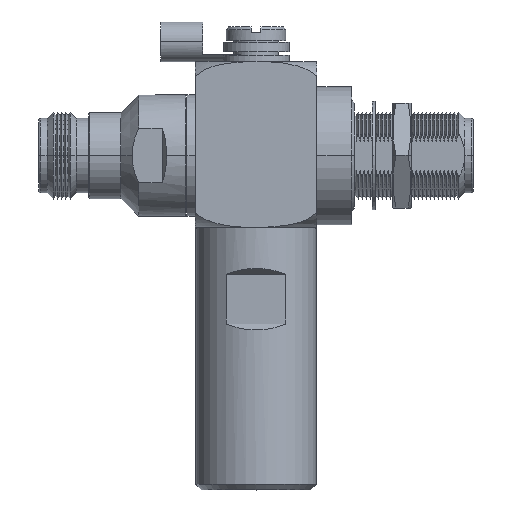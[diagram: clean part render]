
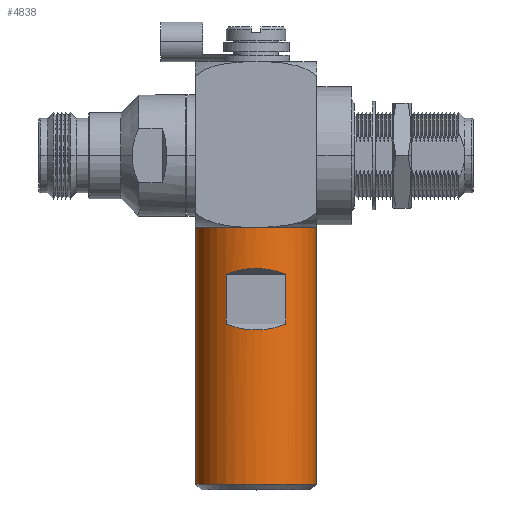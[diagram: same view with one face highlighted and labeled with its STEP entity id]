
A CAD part, top view. The second image highlights one B-rep face of the part: STEP entity #4838.
In plain terms, the highlighted cylindrical face has radius 10.9 mm (diameter 21.8 mm), a partial arc.
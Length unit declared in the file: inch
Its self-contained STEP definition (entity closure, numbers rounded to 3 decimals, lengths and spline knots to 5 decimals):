
#262 = CYLINDRICAL_SURFACE ( 'NONE', #4574, 0.42913 ) ;
#307 = CARTESIAN_POINT ( 'NONE',  ( 0.42913, 0., 0. ) ) ;
#363 = EDGE_CURVE ( 'NONE', #7813, #4227, #4209, .T. ) ;
#377 = DIRECTION ( 'NONE',  ( 1., 0., 0. ) ) ;
#487 = FACE_BOUND ( 'NONE', #544, .T. ) ;
#544 = EDGE_LOOP ( 'NONE', ( #7620, #4830, #4238, #7381 ) ) ;
#574 = CARTESIAN_POINT ( 'NONE',  ( 0., -0.00394, 0. ) ) ;
#887 = EDGE_LOOP ( 'NONE', ( #3279, #2500, #7732, #3779 ) ) ;
#972 =( BOUNDED_CURVE ( )  B_SPLINE_CURVE ( 3, ( #1825, #6288, #2579, #7804 ),
 .UNSPECIFIED., .F., .F. ) 
 B_SPLINE_CURVE_WITH_KNOTS ( ( 4, 4 ),
 ( 2.62917, 3.65401 ),
 .UNSPECIFIED. ) 
 CURVE ( )  GEOMETRIC_REPRESENTATION_ITEM ( )  RATIONAL_B_SPLINE_CURVE ( ( 1., 0.914, 0.914, 1. ) ) 
 REPRESENTATION_ITEM ( '' )  );
#992 = CARTESIAN_POINT ( 'NONE',  ( -0.42913, 0., 0. ) ) ;
#1067 = CARTESIAN_POINT ( 'NONE',  ( 0.2104, -0.68898, 0.37402 ) ) ;
#1335 = DIRECTION ( 'NONE',  ( 1., 0., 0. ) ) ;
#1398 = DIRECTION ( 'NONE',  ( 0., -1., 0. ) ) ;
#1649 = VECTOR ( 'NONE', #6314, 39.37008 ) ;
#1744 = VERTEX_POINT ( 'NONE', #8632 ) ;
#1779 = DIRECTION ( 'NONE',  ( 1., 0., 0. ) ) ;
#1787 = VERTEX_POINT ( 'NONE', #9469 ) ;
#1794 = CARTESIAN_POINT ( 'NONE',  ( 0.2104, -0.68898, 0.37402 ) ) ;
#1823 = CARTESIAN_POINT ( 'NONE',  ( -0.0767, -0.74614, 0.44923 ) ) ;
#1825 = CARTESIAN_POINT ( 'NONE',  ( 0.2104, -0.33465, 0.37402 ) ) ;
#1887 = CIRCLE ( 'NONE', #4133, 0.42913 ) ;
#2073 = CARTESIAN_POINT ( 'NONE',  ( -0.42913, -0.00394, 0. ) ) ;
#2199 = VERTEX_POINT ( 'NONE', #1067 ) ;
#2224 = VECTOR ( 'NONE', #1398, 39.37008 ) ;
#2240 = EDGE_CURVE ( 'NONE', #6570, #1787, #1887, .T. ) ;
#2500 = ORIENTED_EDGE ( 'NONE', *, *, #6576, .T. ) ;
#2543 = CARTESIAN_POINT ( 'NONE',  ( 0.0767, -0.74614, 0.44923 ) ) ;
#2579 = CARTESIAN_POINT ( 'NONE',  ( -0.0767, -0.27748, 0.44923 ) ) ;
#2696 = CARTESIAN_POINT ( 'NONE',  ( 0.2104, -0.33465, 0.37402 ) ) ;
#3070 = CARTESIAN_POINT ( 'NONE',  ( 0.2104, 0., 0.37402 ) ) ;
#3190 = LINE ( 'NONE', #992, #9126 ) ;
#3259 = CARTESIAN_POINT ( 'NONE',  ( -0.2104, 0., 0.37402 ) ) ;
#3279 = ORIENTED_EDGE ( 'NONE', *, *, #9560, .T. ) ;
#3779 = ORIENTED_EDGE ( 'NONE', *, *, #6074, .F. ) ;
#3790 = AXIS2_PLACEMENT_3D ( 'NONE', #574, #5823, #1335 ) ;
#3891 = EDGE_CURVE ( 'NONE', #2199, #4227, #9248, .T. ) ;
#4133 = AXIS2_PLACEMENT_3D ( 'NONE', #9343, #4870, #377 ) ;
#4209 = LINE ( 'NONE', #3259, #2224 ) ;
#4227 = VERTEX_POINT ( 'NONE', #8252 ) ;
#4238 = ORIENTED_EDGE ( 'NONE', *, *, #3891, .T. ) ;
#4547 = VERTEX_POINT ( 'NONE', #2696 ) ;
#4574 = AXIS2_PLACEMENT_3D ( 'NONE', #6987, #7756, #1779 ) ;
#4700 = LINE ( 'NONE', #307, #1649 ) ;
#4830 = ORIENTED_EDGE ( 'NONE', *, *, #5890, .F. ) ;
#4838 = ADVANCED_FACE ( 'NONE', ( #487, #6243 ), #262, .T. ) ;
#4870 = DIRECTION ( 'NONE',  ( 0., -1., 0. ) ) ;
#5393 = VECTOR ( 'NONE', #7532, 39.37008 ) ;
#5759 = VERTEX_POINT ( 'NONE', #2073 ) ;
#5823 = DIRECTION ( 'NONE',  ( 0., -1., 0. ) ) ;
#5890 = EDGE_CURVE ( 'NONE', #2199, #4547, #9369, .T. ) ;
#6074 = EDGE_CURVE ( 'NONE', #1744, #6570, #4700, .T. ) ;
#6243 = FACE_OUTER_BOUND ( 'NONE', #887, .T. ) ;
#6288 = CARTESIAN_POINT ( 'NONE',  ( 0.0767, -0.27748, 0.44923 ) ) ;
#6314 = DIRECTION ( 'NONE',  ( 0., -1., 0. ) ) ;
#6570 = VERTEX_POINT ( 'NONE', #8465 ) ;
#6576 = EDGE_CURVE ( 'NONE', #5759, #1787, #3190, .T. ) ;
#6978 = DIRECTION ( 'NONE',  ( 0., -1., 0. ) ) ;
#6987 = CARTESIAN_POINT ( 'NONE',  ( 0., 0., 0. ) ) ;
#7033 = CARTESIAN_POINT ( 'NONE',  ( -0.2104, -0.68898, 0.37402 ) ) ;
#7381 = ORIENTED_EDGE ( 'NONE', *, *, #363, .F. ) ;
#7532 = DIRECTION ( 'NONE',  ( 0., 1., 0. ) ) ;
#7620 = ORIENTED_EDGE ( 'NONE', *, *, #7905, .F. ) ;
#7732 = ORIENTED_EDGE ( 'NONE', *, *, #2240, .F. ) ;
#7756 = DIRECTION ( 'NONE',  ( 0., -1., 0. ) ) ;
#7804 = CARTESIAN_POINT ( 'NONE',  ( -0.2104, -0.33465, 0.37402 ) ) ;
#7813 = VERTEX_POINT ( 'NONE', #8379 ) ;
#7905 = EDGE_CURVE ( 'NONE', #4547, #7813, #972, .T. ) ;
#8252 = CARTESIAN_POINT ( 'NONE',  ( -0.2104, -0.68898, 0.37402 ) ) ;
#8379 = CARTESIAN_POINT ( 'NONE',  ( -0.2104, -0.33465, 0.37402 ) ) ;
#8465 = CARTESIAN_POINT ( 'NONE',  ( 0.42913, -1.83071, 0. ) ) ;
#8632 = CARTESIAN_POINT ( 'NONE',  ( 0.42913, -0.00394, 0. ) ) ;
#9126 = VECTOR ( 'NONE', #6978, 39.37008 ) ;
#9248 =( BOUNDED_CURVE ( )  B_SPLINE_CURVE ( 3, ( #1794, #2543, #1823, #7033 ),
 .UNSPECIFIED., .F., .F. ) 
 B_SPLINE_CURVE_WITH_KNOTS ( ( 4, 4 ),
 ( 5.77076, 6.79561 ),
 .UNSPECIFIED. ) 
 CURVE ( )  GEOMETRIC_REPRESENTATION_ITEM ( )  RATIONAL_B_SPLINE_CURVE ( ( 1., 0.914, 0.914, 1. ) ) 
 REPRESENTATION_ITEM ( '' )  );
#9296 = CIRCLE ( 'NONE', #3790, 0.42913 ) ;
#9343 = CARTESIAN_POINT ( 'NONE',  ( 0., -1.83071, 0. ) ) ;
#9369 = LINE ( 'NONE', #3070, #5393 ) ;
#9469 = CARTESIAN_POINT ( 'NONE',  ( -0.42913, -1.83071, 0. ) ) ;
#9560 = EDGE_CURVE ( 'NONE', #1744, #5759, #9296, .T. ) ;
